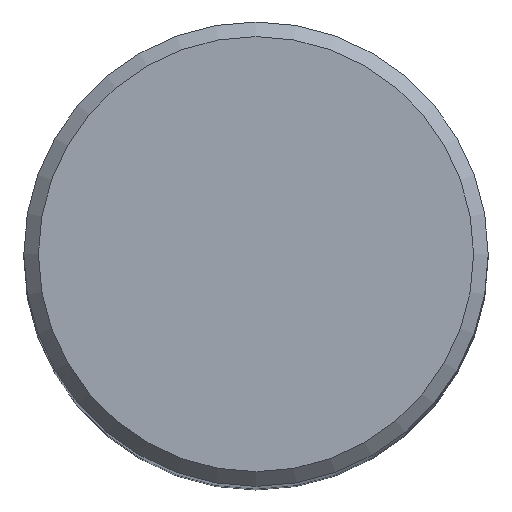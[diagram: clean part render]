
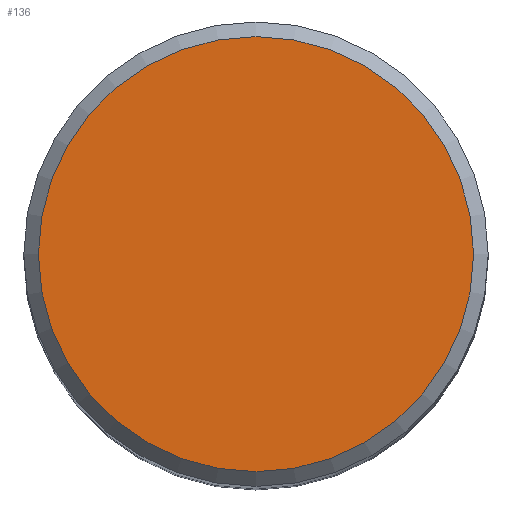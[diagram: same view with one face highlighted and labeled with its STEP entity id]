
A CAD part, top view. The second image highlights one B-rep face of the part: STEP entity #136.
In plain terms, the highlighted planar face has unit normal (0, 0, 1).
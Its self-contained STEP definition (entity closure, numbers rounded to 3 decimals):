
#99=PLANE('',#387);
#114=FACE_OUTER_BOUND('',#180,.T.);
#136=ADVANCED_FACE('',(#114),#99,.F.);
#180=EDGE_LOOP('',(#248));
#248=ORIENTED_EDGE('',*,*,#310,.T.);
#276=VERTEX_POINT('',#582);
#310=EDGE_CURVE('',#276,#276,#325,.T.);
#325=CIRCLE('',#386,7.428);
#386=AXIS2_PLACEMENT_3D('',#581,#478,#479);
#387=AXIS2_PLACEMENT_3D('',#583,#480,#481);
#478=DIRECTION('',(0.,0.,1.));
#479=DIRECTION('',(1.,0.,0.));
#480=DIRECTION('',(0.,0.,-1.));
#481=DIRECTION('',(1.,0.,0.));
#581=CARTESIAN_POINT('',(0.,0.,48.));
#582=CARTESIAN_POINT('',(7.428,0.,48.));
#583=CARTESIAN_POINT('',(7.428,0.,48.));
